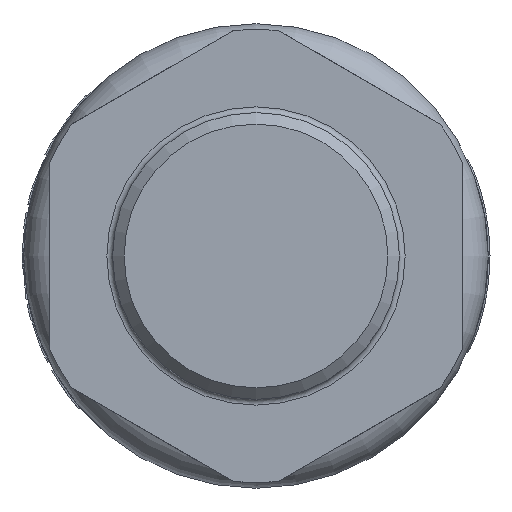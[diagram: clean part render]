
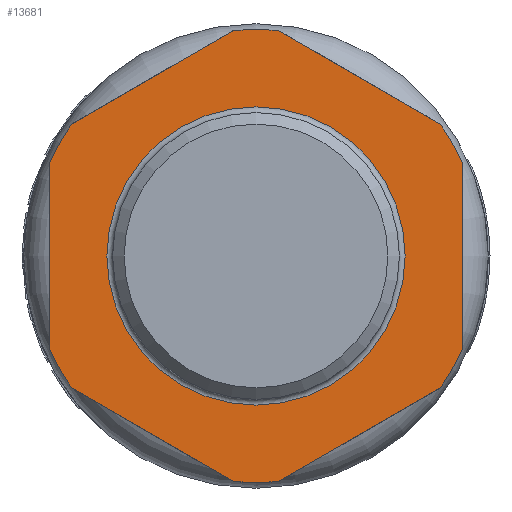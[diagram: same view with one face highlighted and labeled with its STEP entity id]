
A CAD part, left-side view. The second image highlights one B-rep face of the part: STEP entity #13681.
In plain terms, the highlighted planar face has unit normal (-1, 0, 0).
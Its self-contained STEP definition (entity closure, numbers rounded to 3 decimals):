
#1069=FACE_BOUND('',#3304,.T.);
#1108=LINE('',#19535,#1706);
#1112=LINE('',#19544,#1710);
#1115=LINE('',#19552,#1713);
#1118=LINE('',#19561,#1716);
#1121=LINE('',#19567,#1719);
#1124=LINE('',#19572,#1722);
#1706=VECTOR('',#15983,10.);
#1710=VECTOR('',#15993,10.);
#1713=VECTOR('',#16002,10.);
#1716=VECTOR('',#16011,10.);
#1719=VECTOR('',#16016,10.);
#1722=VECTOR('',#16021,10.);
#2542=FACE_OUTER_BOUND('',#3303,.T.);
#3303=EDGE_LOOP('',(#8490,#8491,#8492,#8493,#8494,#8495,#8496,#8497,#8498,
#8499,#8500,#8501));
#3304=EDGE_LOOP('',(#8502,#8503));
#4117=CIRCLE('',#14505,19.75);
#4118=CIRCLE('',#14508,19.75);
#4119=CIRCLE('',#14511,19.75);
#4120=CIRCLE('',#14516,19.75);
#4121=CIRCLE('',#14518,19.75);
#4122=CIRCLE('',#14520,19.75);
#4123=CIRCLE('',#14521,13.);
#4124=CIRCLE('',#14522,13.);
#4856=VERTEX_POINT('',#19532);
#4857=VERTEX_POINT('',#19534);
#4858=VERTEX_POINT('',#19538);
#4859=VERTEX_POINT('',#19542);
#4860=VERTEX_POINT('',#19546);
#4861=VERTEX_POINT('',#19550);
#4862=VERTEX_POINT('',#19554);
#4863=VERTEX_POINT('',#19558);
#4864=VERTEX_POINT('',#19560);
#4865=VERTEX_POINT('',#19564);
#4866=VERTEX_POINT('',#19566);
#4867=VERTEX_POINT('',#19570);
#4868=VERTEX_POINT('',#19579);
#4869=VERTEX_POINT('',#19580);
#6284=EDGE_CURVE('',#4857,#4856,#1108,.T.);
#6287=EDGE_CURVE('',#4858,#4856,#4117,.T.);
#6289=EDGE_CURVE('',#4858,#4859,#1112,.T.);
#6291=EDGE_CURVE('',#4860,#4859,#4118,.T.);
#6293=EDGE_CURVE('',#4860,#4861,#1115,.T.);
#6295=EDGE_CURVE('',#4862,#4861,#4119,.T.);
#6297=EDGE_CURVE('',#4864,#4863,#1118,.T.);
#6300=EDGE_CURVE('',#4866,#4865,#1121,.T.);
#6303=EDGE_CURVE('',#4862,#4867,#1124,.T.);
#6304=EDGE_CURVE('',#4857,#4865,#4120,.T.);
#6305=EDGE_CURVE('',#4864,#4867,#4121,.T.);
#6306=EDGE_CURVE('',#4866,#4863,#4122,.T.);
#6307=EDGE_CURVE('',#4868,#4869,#4123,.T.);
#6308=EDGE_CURVE('',#4869,#4868,#4124,.T.);
#8490=ORIENTED_EDGE('',*,*,#6297,.T.);
#8491=ORIENTED_EDGE('',*,*,#6306,.F.);
#8492=ORIENTED_EDGE('',*,*,#6300,.T.);
#8493=ORIENTED_EDGE('',*,*,#6304,.F.);
#8494=ORIENTED_EDGE('',*,*,#6284,.T.);
#8495=ORIENTED_EDGE('',*,*,#6287,.F.);
#8496=ORIENTED_EDGE('',*,*,#6289,.T.);
#8497=ORIENTED_EDGE('',*,*,#6291,.F.);
#8498=ORIENTED_EDGE('',*,*,#6293,.T.);
#8499=ORIENTED_EDGE('',*,*,#6295,.F.);
#8500=ORIENTED_EDGE('',*,*,#6303,.T.);
#8501=ORIENTED_EDGE('',*,*,#6305,.F.);
#8502=ORIENTED_EDGE('',*,*,#6307,.T.);
#8503=ORIENTED_EDGE('',*,*,#6308,.T.);
#12612=PLANE('',#14519);
#13681=ADVANCED_FACE('',(#2542,#1069),#12612,.T.);
#14505=AXIS2_PLACEMENT_3D('',#19540,#15988,#15989);
#14508=AXIS2_PLACEMENT_3D('',#19548,#15997,#15998);
#14511=AXIS2_PLACEMENT_3D('',#19556,#16006,#16007);
#14516=AXIS2_PLACEMENT_3D('',#19574,#16024,#16025);
#14518=AXIS2_PLACEMENT_3D('',#19576,#16028,#16029);
#14519=AXIS2_PLACEMENT_3D('',#19577,#16030,#16031);
#14520=AXIS2_PLACEMENT_3D('',#19578,#16032,#16033);
#14521=AXIS2_PLACEMENT_3D('',#19581,#16034,#16035);
#14522=AXIS2_PLACEMENT_3D('',#19582,#16036,#16037);
#15983=DIRECTION('',(0.,0.866,0.5));
#15988=DIRECTION('center_axis',(1.,0.,0.));
#15989=DIRECTION('ref_axis',(0.,0.,
-1.));
#15993=DIRECTION('',(0.,0.866,-0.5));
#15997=DIRECTION('center_axis',(1.,0.,0.));
#15998=DIRECTION('ref_axis',(0.,0.,
-1.));
#16002=DIRECTION('',(0.,0.,-1.));
#16006=DIRECTION('center_axis',(1.,0.,0.));
#16007=DIRECTION('ref_axis',(0.,0.,
-1.));
#16011=DIRECTION('',(0.,-0.866,0.5));
#16016=DIRECTION('',(0.,0.,1.));
#16021=DIRECTION('',(0.,-0.866,-0.5));
#16024=DIRECTION('center_axis',(1.,0.,0.));
#16025=DIRECTION('ref_axis',(0.,0.,
-1.));
#16028=DIRECTION('center_axis',(1.,0.,0.));
#16029=DIRECTION('ref_axis',(0.,0.,
-1.));
#16030=DIRECTION('center_axis',(-1.,0.,0.));
#16031=DIRECTION('ref_axis',(0.,0.,
1.));
#16032=DIRECTION('center_axis',(1.,0.,0.));
#16033=DIRECTION('ref_axis',(0.,0.,
-1.));
#16034=DIRECTION('center_axis',(1.,0.,0.));
#16035=DIRECTION('ref_axis',(0.,0.,
-1.));
#16036=DIRECTION('center_axis',(1.,0.,0.));
#16037=DIRECTION('ref_axis',(0.,0.,
-1.));
#19532=CARTESIAN_POINT('',(-10.15,-1.961,19.652));
#19534=CARTESIAN_POINT('',(-10.15,-16.039,11.525));
#19535=CARTESIAN_POINT('',(-10.15,-5.113,17.832));
#19538=CARTESIAN_POINT('',(-10.15,1.961,19.652));
#19540=CARTESIAN_POINT('Origin',(-10.15,0.,0.));
#19542=CARTESIAN_POINT('',(-10.15,16.039,11.525));
#19544=CARTESIAN_POINT('',(-10.15,12.887,13.344));
#19546=CARTESIAN_POINT('',(-10.15,18.,8.128));
#19548=CARTESIAN_POINT('Origin',(-10.15,0.,0.));
#19550=CARTESIAN_POINT('',(-10.15,18.,-8.128));
#19552=CARTESIAN_POINT('',(-10.15,18.,4.064));
#19554=CARTESIAN_POINT('',(-10.15,16.039,-11.525));
#19556=CARTESIAN_POINT('Origin',(-10.15,0.,0.));
#19558=CARTESIAN_POINT('',(-10.15,-16.039,-11.525));
#19560=CARTESIAN_POINT('',(-10.15,-1.961,-19.652));
#19561=CARTESIAN_POINT('',(-10.15,1.926,-21.896));
#19564=CARTESIAN_POINT('',(-10.15,-18.,8.128));
#19566=CARTESIAN_POINT('',(-10.15,-18.,-8.128));
#19567=CARTESIAN_POINT('',(-10.15,-18.,-4.064));
#19570=CARTESIAN_POINT('',(-10.15,1.961,-19.652));
#19572=CARTESIAN_POINT('',(-10.15,19.926,-9.28));
#19574=CARTESIAN_POINT('Origin',(-10.15,0.,0.));
#19576=CARTESIAN_POINT('Origin',(-10.15,0.,0.));
#19577=CARTESIAN_POINT('Origin',(-10.15,19.75,0.));
#19578=CARTESIAN_POINT('Origin',(-10.15,0.,0.));
#19579=CARTESIAN_POINT('',(-10.15,13.,0.));
#19580=CARTESIAN_POINT('',(-10.15,0.,13.));
#19581=CARTESIAN_POINT('Origin',(-10.15,0.,0.));
#19582=CARTESIAN_POINT('Origin',(-10.15,0.,0.));
